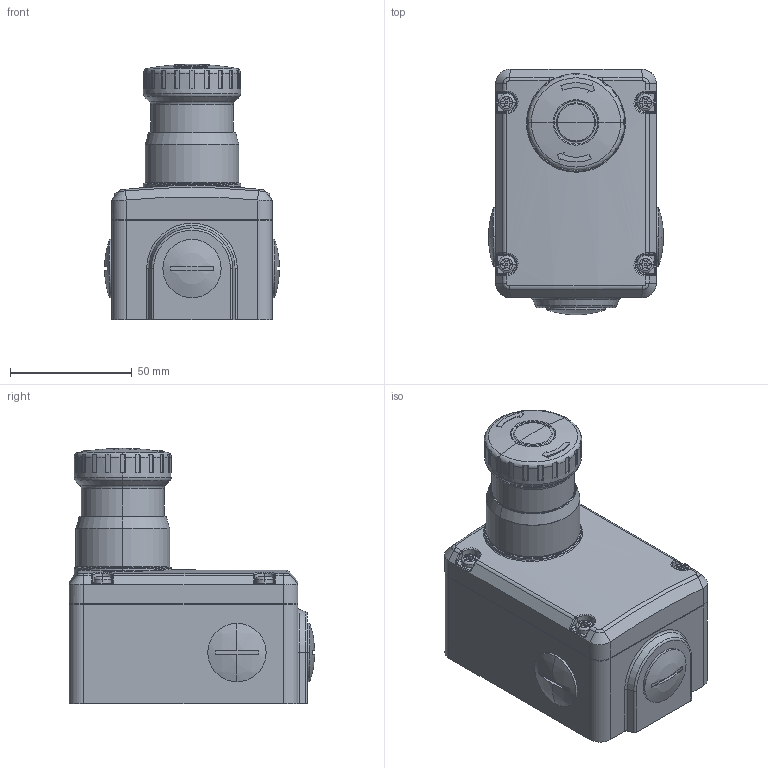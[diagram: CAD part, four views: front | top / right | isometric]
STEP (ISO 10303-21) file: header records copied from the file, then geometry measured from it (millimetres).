
FILE_DESCRIPTION (( 'STEP AP214' ), '1' );
FILE_NAME ('ESL-SS-232002.step', '2016-05-23T18:59:52', ( '' ), ( '' ), 'SwSTEP 2.0', 'SolidWorks 2016', '' );
FILE_SCHEMA (( 'AUTOMOTIVE_DESIGN' ));
Length unit declared in the file: millimetre
Products named in the file (1): ESL-SS-232002
Bounding box: 71.98 x 100.99 x 105 mm (x, y, z)
Volume: 363453.9 mm3; surface area: 60088.8 mm2
Topology: 11 solids, 11 shells, 674 faces, 1659 edges, 1021 vertices
Faces by surface type: cylinder 248, plane 216, bspline 106, torus 86, cone 9, sphere 9
Entity records: 25452 total; most frequent: CARTESIAN_POINT 8275, ORIENTED_EDGE 3310, DIRECTION 3297, EDGE_CURVE 1655, AXIS2_PLACEMENT_3D 1311, VERTEX_POINT 1020, CIRCLE 742, EDGE_LOOP 691
